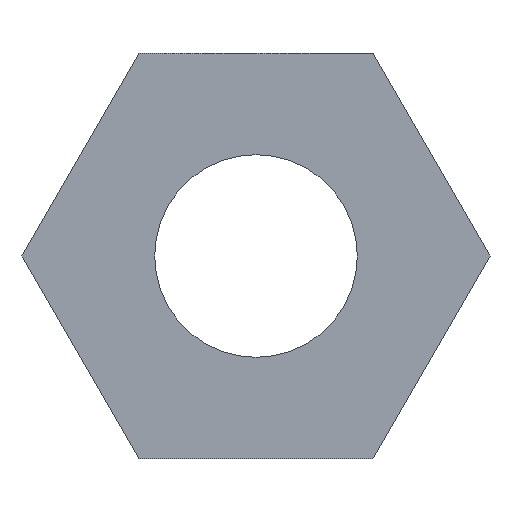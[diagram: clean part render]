
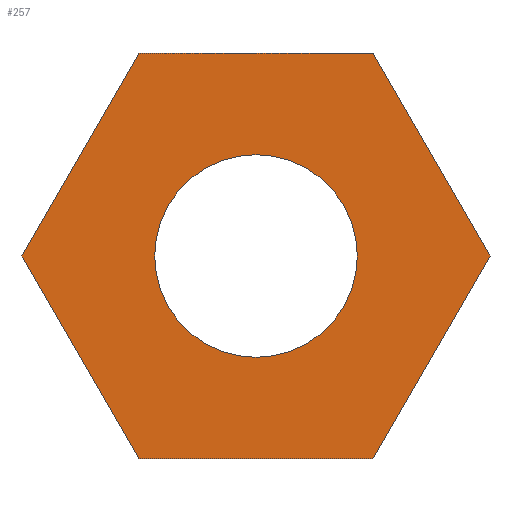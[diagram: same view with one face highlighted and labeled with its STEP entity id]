
A CAD part, front view. The second image highlights one B-rep face of the part: STEP entity #257.
In plain terms, the highlighted planar face has unit normal (0, -1, 0).
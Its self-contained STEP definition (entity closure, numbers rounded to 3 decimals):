
#5 = VERTEX_POINT ( 'NONE', #275 ) ;
#10 = EDGE_LOOP ( 'NONE', ( #255, #102 ) ) ;
#12 = CIRCLE ( 'NONE', #346, 1.5 ) ;
#13 = CARTESIAN_POINT ( 'NONE',  ( 0., 0., 0. ) ) ;
#14 = LINE ( 'NONE', #161, #320 ) ;
#15 = CARTESIAN_POINT ( 'NONE',  ( 0., 0., 0. ) ) ;
#17 = CARTESIAN_POINT ( 'NONE',  ( 1.732, 0., 3. ) ) ;
#22 = LINE ( 'NONE', #189, #200 ) ;
#23 = LINE ( 'NONE', #17, #312 ) ;
#24 = EDGE_CURVE ( 'NONE', #304, #126, #12, .T. ) ;
#28 = EDGE_LOOP ( 'NONE', ( #59, #186, #209, #351, #151, #117 ) ) ;
#29 = AXIS2_PLACEMENT_3D ( 'NONE', #13, #195, #245 ) ;
#30 = CIRCLE ( 'NONE', #322, 1.5 ) ;
#31 = FACE_BOUND ( 'NONE', #10, .T. ) ;
#45 = CARTESIAN_POINT ( 'NONE',  ( 0., 0., 0. ) ) ;
#52 = EDGE_CURVE ( 'NONE', #222, #354, #340, .T. ) ;
#59 = ORIENTED_EDGE ( 'NONE', *, *, #197, .F. ) ;
#60 = EDGE_CURVE ( 'NONE', #249, #5, #22, .T. ) ;
#82 = CARTESIAN_POINT ( 'NONE',  ( -1.732, 0., 3. ) ) ;
#92 = EDGE_CURVE ( 'NONE', #267, #222, #194, .T. ) ;
#102 = ORIENTED_EDGE ( 'NONE', *, *, #323, .T. ) ;
#104 = VERTEX_POINT ( 'NONE', #184 ) ;
#110 = DIRECTION ( 'NONE',  ( 0., 1., 0. ) ) ;
#114 = CARTESIAN_POINT ( 'NONE',  ( 0., 0., -1.5 ) ) ;
#117 = ORIENTED_EDGE ( 'NONE', *, *, #92, .F. ) ;
#124 = VECTOR ( 'NONE', #182, 1000. ) ;
#126 = VERTEX_POINT ( 'NONE', #337 ) ;
#131 = EDGE_CURVE ( 'NONE', #354, #249, #14, .T. ) ;
#132 = DIRECTION ( 'NONE',  ( 0., 0., 1. ) ) ;
#142 = CARTESIAN_POINT ( 'NONE',  ( -3.464, 0., 0. ) ) ;
#151 = ORIENTED_EDGE ( 'NONE', *, *, #52, .F. ) ;
#156 = FACE_OUTER_BOUND ( 'NONE', #28, .T. ) ;
#161 = CARTESIAN_POINT ( 'NONE',  ( -1.732, 0., -3. ) ) ;
#182 = DIRECTION ( 'NONE',  ( -1., 0., 0. ) ) ;
#184 = CARTESIAN_POINT ( 'NONE',  ( 1.732, 0., 3. ) ) ;
#186 = ORIENTED_EDGE ( 'NONE', *, *, #273, .F. ) ;
#188 = DIRECTION ( 'NONE',  ( 0., 0., 1. ) ) ;
#189 = CARTESIAN_POINT ( 'NONE',  ( -3.464, 0., 0. ) ) ;
#194 = LINE ( 'NONE', #314, #254 ) ;
#195 = DIRECTION ( 'NONE',  ( 0., 1., 0. ) ) ;
#197 = EDGE_CURVE ( 'NONE', #104, #267, #23, .T. ) ;
#200 = VECTOR ( 'NONE', #367, 1000. ) ;
#209 = ORIENTED_EDGE ( 'NONE', *, *, #60, .F. ) ;
#217 = DIRECTION ( 'NONE',  ( 0., 1., 0. ) ) ;
#220 = DIRECTION ( 'NONE',  ( -0.5, 0., 0.866 ) ) ;
#221 = DIRECTION ( 'NONE',  ( 1., 0., 0. ) ) ;
#222 = VERTEX_POINT ( 'NONE', #223 ) ;
#223 = CARTESIAN_POINT ( 'NONE',  ( 1.732, 0., -3. ) ) ;
#236 = VECTOR ( 'NONE', #221, 1000. ) ;
#240 = DIRECTION ( 'NONE',  ( -0.5, 0., -0.866 ) ) ;
#242 = CARTESIAN_POINT ( 'NONE',  ( 1.732, 0., -3. ) ) ;
#245 = DIRECTION ( 'NONE',  ( 0., 0., 1. ) ) ;
#247 = DIRECTION ( 'NONE',  ( 0.5, 0., -0.866 ) ) ;
#249 = VERTEX_POINT ( 'NONE', #142 ) ;
#254 = VECTOR ( 'NONE', #240, 1000. ) ;
#255 = ORIENTED_EDGE ( 'NONE', *, *, #24, .T. ) ;
#257 = ADVANCED_FACE ( 'NONE', ( #156, #31 ), #258, .F. ) ;
#258 = PLANE ( 'NONE',  #29 ) ;
#267 = VERTEX_POINT ( 'NONE', #377 ) ;
#273 = EDGE_CURVE ( 'NONE', #5, #104, #277, .T. ) ;
#275 = CARTESIAN_POINT ( 'NONE',  ( -1.732, 0., 3. ) ) ;
#277 = LINE ( 'NONE', #82, #236 ) ;
#304 = VERTEX_POINT ( 'NONE', #114 ) ;
#312 = VECTOR ( 'NONE', #247, 1000. ) ;
#314 = CARTESIAN_POINT ( 'NONE',  ( 3.464, 0., 0. ) ) ;
#320 = VECTOR ( 'NONE', #220, 1000. ) ;
#322 = AXIS2_PLACEMENT_3D ( 'NONE', #15, #217, #188 ) ;
#323 = EDGE_CURVE ( 'NONE', #126, #304, #30, .T. ) ;
#337 = CARTESIAN_POINT ( 'NONE',  ( 0., 0., 1.5 ) ) ;
#339 = CARTESIAN_POINT ( 'NONE',  ( -1.732, 0., -3. ) ) ;
#340 = LINE ( 'NONE', #242, #124 ) ;
#346 = AXIS2_PLACEMENT_3D ( 'NONE', #45, #110, #132 ) ;
#351 = ORIENTED_EDGE ( 'NONE', *, *, #131, .F. ) ;
#354 = VERTEX_POINT ( 'NONE', #339 ) ;
#367 = DIRECTION ( 'NONE',  ( 0.5, 0., 0.866 ) ) ;
#377 = CARTESIAN_POINT ( 'NONE',  ( 3.464, 0., 0. ) ) ;
